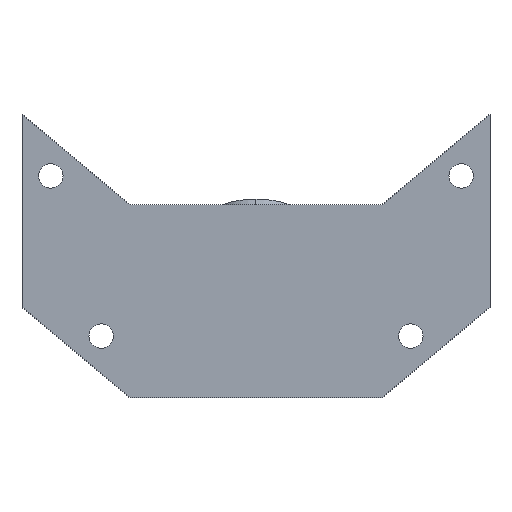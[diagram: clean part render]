
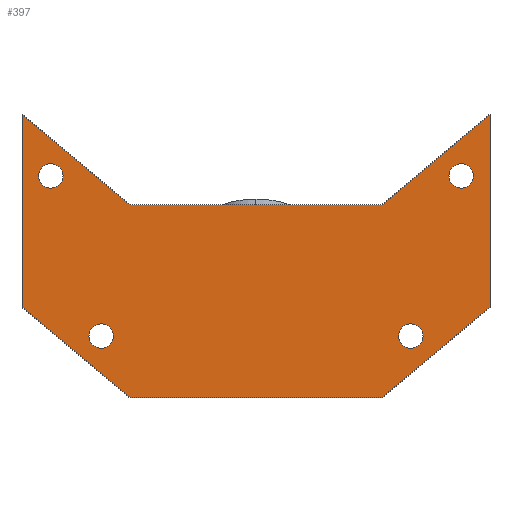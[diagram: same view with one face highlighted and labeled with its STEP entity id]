
A CAD part, front view. The second image highlights one B-rep face of the part: STEP entity #397.
In plain terms, the highlighted planar face has unit normal (0, -1, 0).
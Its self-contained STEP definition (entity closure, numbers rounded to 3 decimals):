
#22 = CARTESIAN_POINT ( 'NONE',  ( -11., 0., 4.008 ) ) ;
#25 = EDGE_CURVE ( 'NONE', #422, #692, #416, .T. ) ;
#27 = VERTEX_POINT ( 'NONE', #355 ) ;
#28 = DIRECTION ( 'NONE',  ( 0., -1., 0. ) ) ;
#38 = VERTEX_POINT ( 'NONE', #942 ) ;
#45 = DIRECTION ( 'NONE',  ( 0., 0., -1. ) ) ;
#52 = FACE_BOUND ( 'NONE', #870, .T. ) ;
#58 = ORIENTED_EDGE ( 'NONE', *, *, #672, .T. ) ;
#61 = DIRECTION ( 'NONE',  ( 0., -1., 0. ) ) ;
#67 = ORIENTED_EDGE ( 'NONE', *, *, #566, .F. ) ;
#69 = CIRCLE ( 'NONE', #524, 1.7 ) ;
#71 = VERTEX_POINT ( 'NONE', #367 ) ;
#74 = ORIENTED_EDGE ( 'NONE', *, *, #696, .F. ) ;
#78 = CARTESIAN_POINT ( 'NONE',  ( -4., 0., -18.242 ) ) ;
#82 = AXIS2_PLACEMENT_3D ( 'NONE', #933, #350, #795 ) ;
#99 = DIRECTION ( 'NONE',  ( 0., 0., 1. ) ) ;
#101 = DIRECTION ( 'NONE',  ( -0.766, 0., -0.643 ) ) ;
#103 = DIRECTION ( 'NONE',  ( 0., -1., 0. ) ) ;
#114 = AXIS2_PLACEMENT_3D ( 'NONE', #414, #61, #423 ) ;
#127 = VERTEX_POINT ( 'NONE', #505 ) ;
#138 = VECTOR ( 'NONE', #197, 1000. ) ;
#159 = CARTESIAN_POINT ( 'NONE',  ( 50., 0., 12.586 ) ) ;
#160 = VERTEX_POINT ( 'NONE', #818 ) ;
#161 = CARTESIAN_POINT ( 'NONE',  ( 39., 0., -18.242 ) ) ;
#169 = CARTESIAN_POINT ( 'NONE',  ( 35., 0., -26.82 ) ) ;
#173 = VECTOR ( 'NONE', #181, 1000. ) ;
#178 = CARTESIAN_POINT ( 'NONE',  ( -11., 0., 4.008 ) ) ;
#180 = CIRCLE ( 'NONE', #723, 1.7 ) ;
#181 = DIRECTION ( 'NONE',  ( 0.766, 0., 0.643 ) ) ;
#182 = VERTEX_POINT ( 'NONE', #874 ) ;
#188 = AXIS2_PLACEMENT_3D ( 'NONE', #178, #908, #248 ) ;
#190 = CARTESIAN_POINT ( 'NONE',  ( 50., 0., -14.234 ) ) ;
#197 = DIRECTION ( 'NONE',  ( 0., 0., 1. ) ) ;
#207 = VERTEX_POINT ( 'NONE', #892 ) ;
#210 = EDGE_CURVE ( 'NONE', #127, #387, #180, .T. ) ;
#220 = DIRECTION ( 'NONE',  ( 0., 0., -1. ) ) ;
#223 = VECTOR ( 'NONE', #577, 1000. ) ;
#224 = LINE ( 'NONE', #569, #868 ) ;
#232 = LINE ( 'NONE', #169, #173 ) ;
#235 = EDGE_CURVE ( 'NONE', #182, #786, #338, .T. ) ;
#248 = DIRECTION ( 'NONE',  ( 0., 0., 1. ) ) ;
#258 = ORIENTED_EDGE ( 'NONE', *, *, #525, .T. ) ;
#259 = DIRECTION ( 'NONE',  ( 0., -1., 0. ) ) ;
#266 = AXIS2_PLACEMENT_3D ( 'NONE', #377, #894, #327 ) ;
#276 = ORIENTED_EDGE ( 'NONE', *, *, #447, .F. ) ;
#279 = ORIENTED_EDGE ( 'NONE', *, *, #353, .F. ) ;
#285 = DIRECTION ( 'NONE',  ( 0., -1., 0. ) ) ;
#286 = VERTEX_POINT ( 'NONE', #460 ) ;
#294 = DIRECTION ( 'NONE',  ( 0.766, 0., -0.643 ) ) ;
#295 = ORIENTED_EDGE ( 'NONE', *, *, #431, .F. ) ;
#305 = VERTEX_POINT ( 'NONE', #902 ) ;
#310 = CARTESIAN_POINT ( 'NONE',  ( 50., 0., 12.586 ) ) ;
#314 = AXIS2_PLACEMENT_3D ( 'NONE', #918, #259, #549 ) ;
#318 = CARTESIAN_POINT ( 'NONE',  ( 46., 0., 5.708 ) ) ;
#327 = DIRECTION ( 'NONE',  ( 0., 0., -1. ) ) ;
#330 = LINE ( 'NONE', #601, #876 ) ;
#338 = CIRCLE ( 'NONE', #454, 1.7 ) ;
#340 = ORIENTED_EDGE ( 'NONE', *, *, #913, .F. ) ;
#350 = DIRECTION ( 'NONE',  ( 0., 1., 0. ) ) ;
#353 = EDGE_CURVE ( 'NONE', #207, #71, #641, .T. ) ;
#354 = FACE_BOUND ( 'NONE', #810, .T. ) ;
#355 = CARTESIAN_POINT ( 'NONE',  ( 35., 0., 0. ) ) ;
#365 = CARTESIAN_POINT ( 'NONE',  ( 35., 0., 0. ) ) ;
#367 = CARTESIAN_POINT ( 'NONE',  ( 0., 0., -26.82 ) ) ;
#377 = CARTESIAN_POINT ( 'NONE',  ( 46., 0., 4.008 ) ) ;
#387 = VERTEX_POINT ( 'NONE', #848 ) ;
#397 = ADVANCED_FACE ( 'NONE', ( #558, #354, #496, #709, #52 ), #856, .F. ) ;
#403 = EDGE_LOOP ( 'NONE', ( #74, #295 ) ) ;
#405 = DIRECTION ( 'NONE',  ( -0.766, 0., 0.643 ) ) ;
#407 = AXIS2_PLACEMENT_3D ( 'NONE', #78, #285, #808 ) ;
#410 = ORIENTED_EDGE ( 'NONE', *, *, #593, .T. ) ;
#414 = CARTESIAN_POINT ( 'NONE',  ( 39., 0., -18.242 ) ) ;
#416 = LINE ( 'NONE', #925, #138 ) ;
#421 = CIRCLE ( 'NONE', #407, 1.7 ) ;
#422 = VERTEX_POINT ( 'NONE', #190 ) ;
#423 = DIRECTION ( 'NONE',  ( 0., 0., -1. ) ) ;
#431 = EDGE_CURVE ( 'NONE', #945, #305, #69, .T. ) ;
#447 = EDGE_CURVE ( 'NONE', #387, #127, #793, .T. ) ;
#454 = AXIS2_PLACEMENT_3D ( 'NONE', #22, #28, #99 ) ;
#460 = CARTESIAN_POINT ( 'NONE',  ( -4., 0., -19.942 ) ) ;
#467 = LINE ( 'NONE', #310, #764 ) ;
#479 = EDGE_CURVE ( 'NONE', #559, #286, #943, .T. ) ;
#488 = DIRECTION ( 'NONE',  ( 0., -1., 0. ) ) ;
#491 = CARTESIAN_POINT ( 'NONE',  ( 35., 0., -26.82 ) ) ;
#496 = FACE_BOUND ( 'NONE', #403, .T. ) ;
#502 = VECTOR ( 'NONE', #637, 1000. ) ;
#504 = VERTEX_POINT ( 'NONE', #730 ) ;
#505 = CARTESIAN_POINT ( 'NONE',  ( 39., 0., -16.542 ) ) ;
#524 = AXIS2_PLACEMENT_3D ( 'NONE', #860, #488, #45 ) ;
#525 = EDGE_CURVE ( 'NONE', #27, #504, #738, .T. ) ;
#543 = DIRECTION ( 'NONE',  ( 0., 0., -1. ) ) ;
#547 = CARTESIAN_POINT ( 'NONE',  ( -11., 0., 5.708 ) ) ;
#549 = DIRECTION ( 'NONE',  ( 0., 0., 1. ) ) ;
#558 = FACE_OUTER_BOUND ( 'NONE', #719, .T. ) ;
#559 = VERTEX_POINT ( 'NONE', #816 ) ;
#566 = EDGE_CURVE ( 'NONE', #286, #559, #421, .T. ) ;
#568 = VECTOR ( 'NONE', #294, 1000. ) ;
#569 = CARTESIAN_POINT ( 'NONE',  ( -15., 0., -14.234 ) ) ;
#577 = DIRECTION ( 'NONE',  ( -1., 0., 0. ) ) ;
#581 = EDGE_CURVE ( 'NONE', #160, #71, #805, .T. ) ;
#588 = ORIENTED_EDGE ( 'NONE', *, *, #25, .T. ) ;
#593 = EDGE_CURVE ( 'NONE', #38, #160, #224, .T. ) ;
#601 = CARTESIAN_POINT ( 'NONE',  ( -15., 0., 12.586 ) ) ;
#637 = DIRECTION ( 'NONE',  ( -1., 0., 0. ) ) ;
#641 = LINE ( 'NONE', #491, #502 ) ;
#650 = EDGE_CURVE ( 'NONE', #692, #27, #467, .T. ) ;
#662 = CIRCLE ( 'NONE', #266, 1.7 ) ;
#672 = EDGE_CURVE ( 'NONE', #207, #422, #232, .T. ) ;
#683 = ORIENTED_EDGE ( 'NONE', *, *, #235, .F. ) ;
#692 = VERTEX_POINT ( 'NONE', #159 ) ;
#696 = EDGE_CURVE ( 'NONE', #305, #945, #662, .T. ) ;
#709 = FACE_BOUND ( 'NONE', #867, .T. ) ;
#719 = EDGE_LOOP ( 'NONE', ( #258, #748, #410, #878, #279, #58, #588, #817 ) ) ;
#723 = AXIS2_PLACEMENT_3D ( 'NONE', #161, #103, #543 ) ;
#730 = CARTESIAN_POINT ( 'NONE',  ( 0., 0., 0. ) ) ;
#736 = ORIENTED_EDGE ( 'NONE', *, *, #479, .F. ) ;
#738 = LINE ( 'NONE', #365, #223 ) ;
#748 = ORIENTED_EDGE ( 'NONE', *, *, #866, .T. ) ;
#764 = VECTOR ( 'NONE', #101, 1000. ) ;
#786 = VERTEX_POINT ( 'NONE', #547 ) ;
#793 = CIRCLE ( 'NONE', #114, 1.7 ) ;
#795 = DIRECTION ( 'NONE',  ( 0., 0., 1. ) ) ;
#805 = LINE ( 'NONE', #884, #568 ) ;
#808 = DIRECTION ( 'NONE',  ( 0., 0., 1. ) ) ;
#810 = EDGE_LOOP ( 'NONE', ( #276, #882 ) ) ;
#816 = CARTESIAN_POINT ( 'NONE',  ( -4., 0., -16.542 ) ) ;
#817 = ORIENTED_EDGE ( 'NONE', *, *, #650, .T. ) ;
#818 = CARTESIAN_POINT ( 'NONE',  ( -15., 0., -14.234 ) ) ;
#848 = CARTESIAN_POINT ( 'NONE',  ( 39., 0., -19.942 ) ) ;
#856 = PLANE ( 'NONE',  #82 ) ;
#860 = CARTESIAN_POINT ( 'NONE',  ( 46., 0., 4.008 ) ) ;
#866 = EDGE_CURVE ( 'NONE', #504, #38, #330, .T. ) ;
#867 = EDGE_LOOP ( 'NONE', ( #683, #340 ) ) ;
#868 = VECTOR ( 'NONE', #220, 1000. ) ;
#870 = EDGE_LOOP ( 'NONE', ( #67, #736 ) ) ;
#874 = CARTESIAN_POINT ( 'NONE',  ( -11., 0., 2.308 ) ) ;
#876 = VECTOR ( 'NONE', #405, 1000. ) ;
#878 = ORIENTED_EDGE ( 'NONE', *, *, #581, .T. ) ;
#882 = ORIENTED_EDGE ( 'NONE', *, *, #210, .F. ) ;
#884 = CARTESIAN_POINT ( 'NONE',  ( 0., 0., -26.82 ) ) ;
#892 = CARTESIAN_POINT ( 'NONE',  ( 35., 0., -26.82 ) ) ;
#894 = DIRECTION ( 'NONE',  ( 0., -1., 0. ) ) ;
#902 = CARTESIAN_POINT ( 'NONE',  ( 46., 0., 2.308 ) ) ;
#908 = DIRECTION ( 'NONE',  ( 0., -1., 0. ) ) ;
#913 = EDGE_CURVE ( 'NONE', #786, #182, #926, .T. ) ;
#918 = CARTESIAN_POINT ( 'NONE',  ( -4., 0., -18.242 ) ) ;
#925 = CARTESIAN_POINT ( 'NONE',  ( 50., 0., -14.234 ) ) ;
#926 = CIRCLE ( 'NONE', #188, 1.7 ) ;
#933 = CARTESIAN_POINT ( 'NONE',  ( 35., 0., -11.971 ) ) ;
#942 = CARTESIAN_POINT ( 'NONE',  ( -15., 0., 12.586 ) ) ;
#943 = CIRCLE ( 'NONE', #314, 1.7 ) ;
#945 = VERTEX_POINT ( 'NONE', #318 ) ;
